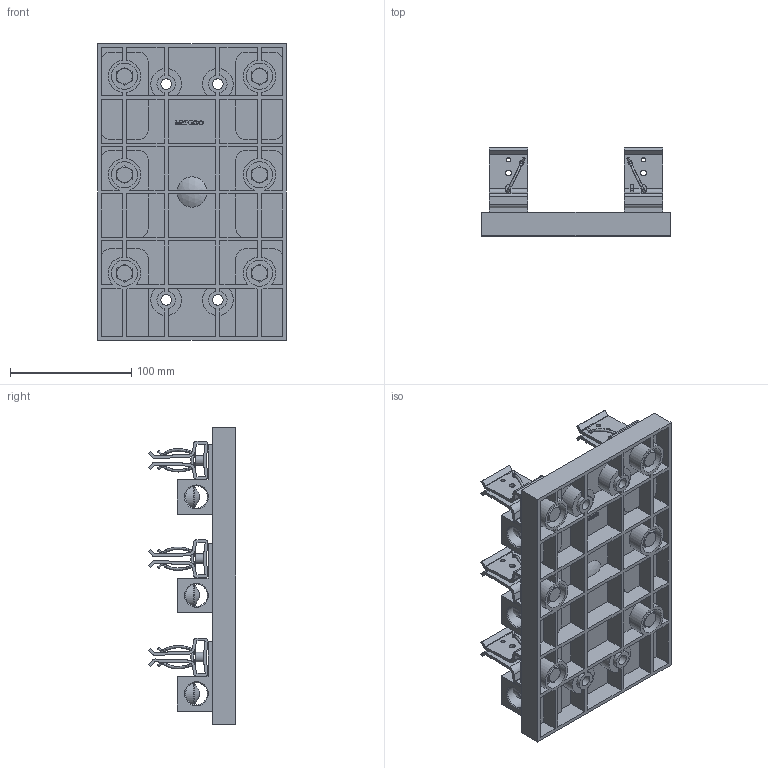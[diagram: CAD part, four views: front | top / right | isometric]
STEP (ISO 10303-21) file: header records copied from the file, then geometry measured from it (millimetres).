
FILE_DESCRIPTION (( 'STEP AP214' ), '1' );
FILE_NAME ('380423.STEP', '2017-04-21T13:56:05', ( '' ), ( '' ), 'SwSTEP 2.0', 'SolidWorks 2016', '' );
FILE_SCHEMA (( 'AUTOMOTIVE_DESIGN' ));
Length unit declared in the file: inch
Products named in the file (1): 380423
Bounding box: 155.45 x 72.09 x 244.35 mm (x, y, z)
Surface area: 265279.3 mm2 (no closed solid volume)
Topology: 0 solids, 50 shells, 1037 faces, 3239 edges, 2211 vertices
Faces by surface type: plane 580, cylinder 292, cone 97, torus 36, bspline 29, sphere 3
Full cylindrical faces by diameter (mm): 1.981 x24, 3.353 x12, 3.454 x12, 4.801 x12, 7.938 x6, 8.738 x4, 18.256 x6, 19.05 x10, 21.59 x6
Entity records: 52368 total; most frequent: CARTESIAN_POINT 11000, DIRECTION 5559, ORIENTED_EDGE 5394, EDGE_CURVE 3048, VERTEX_POINT 2191, VECTOR 1975, LINE 1975, AXIS2_PLACEMENT_3D 1792
